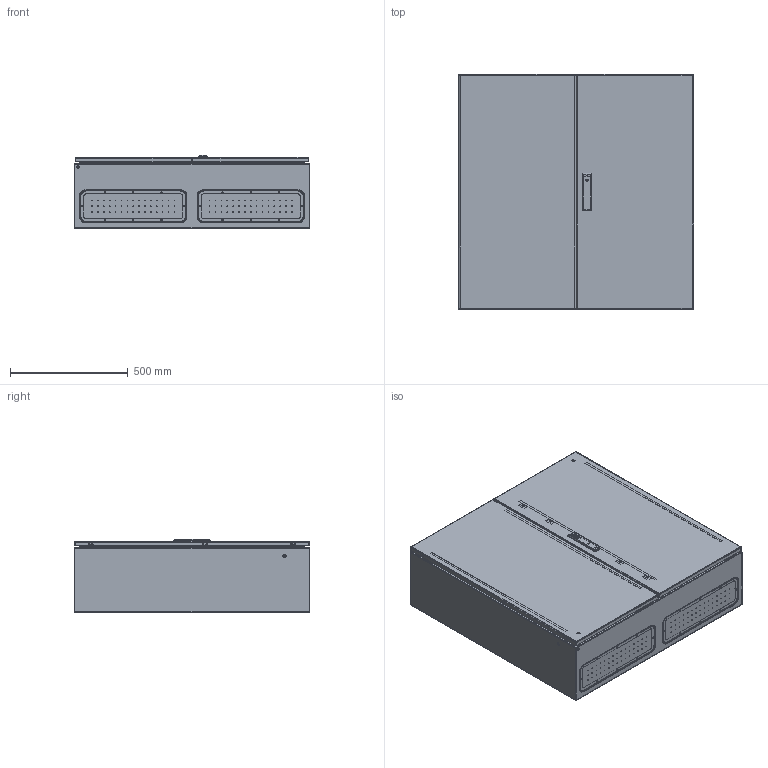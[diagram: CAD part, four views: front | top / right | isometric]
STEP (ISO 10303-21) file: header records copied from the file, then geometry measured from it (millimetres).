
FILE_DESCRIPTION((''),'2;1');
FILE_NAME('NSYCRNG1010300D_EDMS_ASM','2016-10-26T',('sesa52832'),('Schneider-Electric'),'PRO/ENGINEER BY PARAMETRIC TECHNOLOGY CORPORATION, 2015440','PRO/ENGINEER BY PARAMETRIC TECHNOLOGY CORPORATION, 2015440','');
FILE_SCHEMA(('CONFIG_CONTROL_DESIGN'));
Products named in the file (6): BODYDD_10X10X3; DP_CRNG_10X10; CP_CRNG_10X10; LOCK_CRNG_H1000; CGP_445X130; NSYCRNG1010300D_EDMS_ASM
Assembly tree (6 placements, depth 2):
  NSYCRNG1010300D_EDMS_ASM
    BODYDD_10X10X3
    DP_CRNG_10X10
    CP_CRNG_10X10
    LOCK_CRNG_H1000
    CGP_445X130  x2
Bounding box: 1000 x 1000 x 311.31 mm (x, y, z)
Volume: 5774384.7 mm3; surface area: 7163953.1 mm2
Topology: 9 solids, 22 shells, 3099 faces, 8105 edges, 4809 vertices
Faces by surface type: plane 1277, cylinder 891, cone 530, sphere 266, bspline 68, torus 67
Entity records: 88853 total; most frequent: CARTESIAN_POINT 18483, DIRECTION 15071, ORIENTED_EDGE 14082, EDGE_CURVE 7041, AXIS2_PLACEMENT_3D 5574, VERTEX_POINT 4491, VECTOR 3923, LINE 3923
